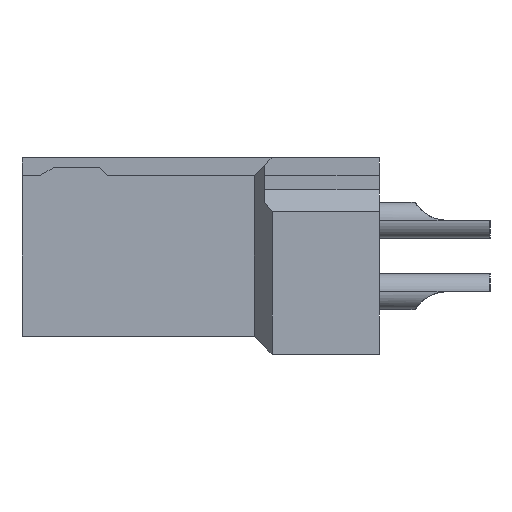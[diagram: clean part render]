
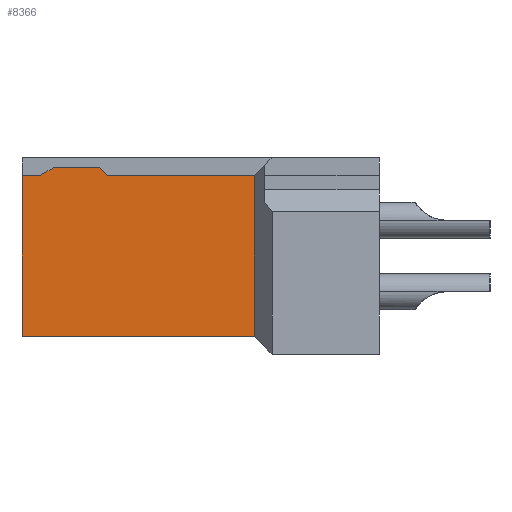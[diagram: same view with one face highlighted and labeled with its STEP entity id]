
A CAD part, left-side view. The second image highlights one B-rep face of the part: STEP entity #8366.
In plain terms, the highlighted planar face has unit normal (-1, 0, 0).
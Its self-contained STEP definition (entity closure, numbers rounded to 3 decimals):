
#885=DIRECTION('',(0.,0.,-1.));
#886=VECTOR('',#885,4.5);
#887=CARTESIAN_POINT('',(-15.4,10.,2.25));
#888=LINE('',#887,#886);
#1405=DIRECTION('',(0.,-1.,0.));
#1406=VECTOR('',#1405,6.5);
#1407=CARTESIAN_POINT('',(-15.4,10.,-2.25));
#1408=LINE('',#1407,#1406);
#1597=DIRECTION('',(0.,0.866,-0.5));
#1598=VECTOR('',#1597,0.46);
#1599=CARTESIAN_POINT('',(-15.4,9.102,2.48));
#1600=LINE('',#1599,#1598);
#1601=DIRECTION('',(0.,-1.,0.));
#1602=VECTOR('',#1601,1.272);
#1603=CARTESIAN_POINT('',(-15.4,9.102,2.48));
#1604=LINE('',#1603,#1602);
#1605=DIRECTION('',(0.,0.707,0.707));
#1606=VECTOR('',#1605,0.325);
#1607=CARTESIAN_POINT('',(-15.4,7.6,2.25));
#1608=LINE('',#1607,#1606);
#1609=DIRECTION('',(0.,-1.,0.));
#1610=VECTOR('',#1609,4.1);
#1611=CARTESIAN_POINT('',(-15.4,7.6,2.25));
#1612=LINE('',#1611,#1610);
#1613=DIRECTION('',(0.,0.,-1.));
#1614=VECTOR('',#1613,4.5);
#1615=CARTESIAN_POINT('',(-15.4,3.5,2.25));
#1616=LINE('',#1615,#1614);
#1617=DIRECTION('',(0.,-1.,0.));
#1618=VECTOR('',#1617,0.5);
#1619=CARTESIAN_POINT('',(-15.4,10.,2.25));
#1620=LINE('',#1619,#1618);
#5567=CARTESIAN_POINT('',(-15.4,10.,2.25));
#5568=CARTESIAN_POINT('',(-15.4,10.,-2.25));
#5569=VERTEX_POINT('',#5567);
#5570=VERTEX_POINT('',#5568);
#5603=CARTESIAN_POINT('',(-15.4,3.5,-2.25));
#5605=VERTEX_POINT('',#5603);
#5607=CARTESIAN_POINT('',(-15.4,3.5,2.25));
#5608=VERTEX_POINT('',#5607);
#5669=CARTESIAN_POINT('',(-15.4,9.102,2.48));
#5670=CARTESIAN_POINT('',(-15.4,9.5,2.25));
#5671=VERTEX_POINT('',#5669);
#5672=VERTEX_POINT('',#5670);
#5685=CARTESIAN_POINT('',(-15.4,7.6,2.25));
#5686=CARTESIAN_POINT('',(-15.4,7.83,2.48));
#5687=VERTEX_POINT('',#5685);
#5688=VERTEX_POINT('',#5686);
#8346=CARTESIAN_POINT('',(-15.4,10.,2.25));
#8347=DIRECTION('',(1.,0.,0.));
#8348=DIRECTION('',(0.,0.,-1.));
#8349=AXIS2_PLACEMENT_3D('',#8346,#8347,#8348);
#8350=PLANE('',#8349);
#8352=ORIENTED_EDGE('',*,*,#8351,.F.);
#8354=ORIENTED_EDGE('',*,*,#8353,.T.);
#8356=ORIENTED_EDGE('',*,*,#8355,.F.);
#8358=ORIENTED_EDGE('',*,*,#8357,.T.);
#8359=ORIENTED_EDGE('',*,*,#7606,.T.);
#8360=ORIENTED_EDGE('',*,*,#8093,.F.);
#8361=ORIENTED_EDGE('',*,*,#7780,.F.);
#8363=ORIENTED_EDGE('',*,*,#8362,.T.);
#8364=EDGE_LOOP('',(#8352,#8354,#8356,#8358,#8359,#8360,#8361,#8363));
#8365=FACE_OUTER_BOUND('',#8364,.F.);
#7606=EDGE_CURVE('',#5608,#5605,#1616,.T.);
#7780=EDGE_CURVE('',#5569,#5570,#888,.T.);
#8093=EDGE_CURVE('',#5570,#5605,#1408,.T.);
#8351=EDGE_CURVE('',#5671,#5672,#1600,.T.);
#8353=EDGE_CURVE('',#5671,#5688,#1604,.T.);
#8355=EDGE_CURVE('',#5687,#5688,#1608,.T.);
#8357=EDGE_CURVE('',#5687,#5608,#1612,.T.);
#8362=EDGE_CURVE('',#5569,#5672,#1620,.T.);
#8366=ADVANCED_FACE('',(#8365),#8350,.F.);
